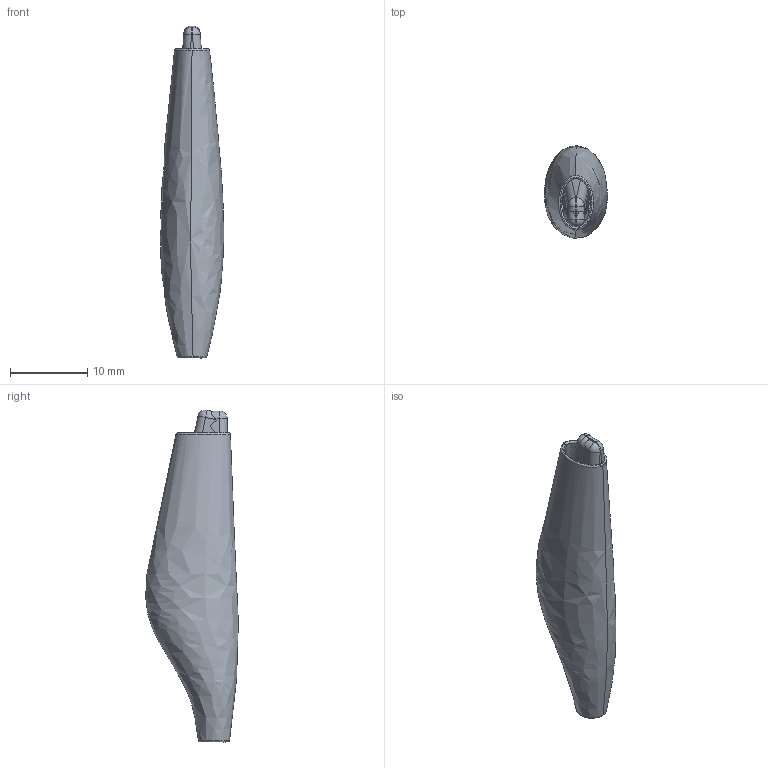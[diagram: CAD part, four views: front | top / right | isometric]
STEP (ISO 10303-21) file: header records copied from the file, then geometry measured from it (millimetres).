
FILE_DESCRIPTION (( 'STEP AP214' ), '1' );
FILE_NAME ('Crocodile Clip & Black Insulator.STEP', '2017-11-19T08:03:46', ( 'M.B.I.' ), ( '' ), 'SwSTEP 2.0', '', '' );
FILE_SCHEMA (( 'AUTOMOTIVE_DESIGN' ));
Length unit declared in the file: millimetre
Products named in the file (4): Silicone Insulator_BLACK; Crocodile clip_02; Crocodile clip_01; Crocodile Clip & Black Insulator
Assembly tree (3 placements, depth 2):
  Crocodile Clip & Black Insulator
    Crocodile clip_01
    Crocodile clip_02
    Silicone Insulator_BLACK
Bounding box: 8.19 x 11.98 x 42.94 mm (x, y, z)
Volume: 535.1 mm3; surface area: 3036.1 mm2
Topology: 6 solids, 6 shells, 270 faces, 698 edges, 432 vertices
Faces by surface type: plane 120, cylinder 86, bspline 38, torus 14, sphere 12
Entity records: 15692 total; most frequent: CARTESIAN_POINT 9451, ORIENTED_EDGE 1380, DIRECTION 1128, EDGE_CURVE 690, VERTEX_POINT 432, LINE 380, VECTOR 380, AXIS2_PLACEMENT_3D 374
